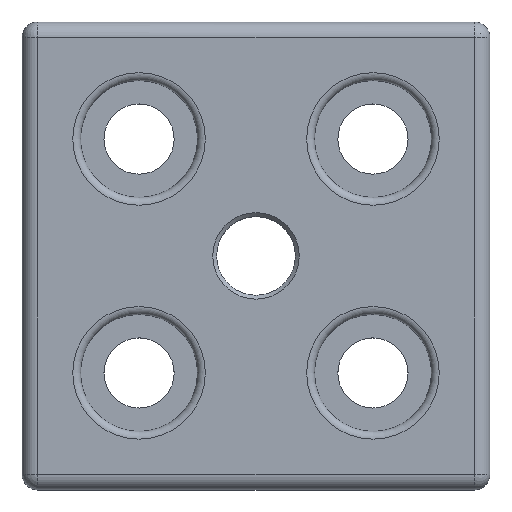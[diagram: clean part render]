
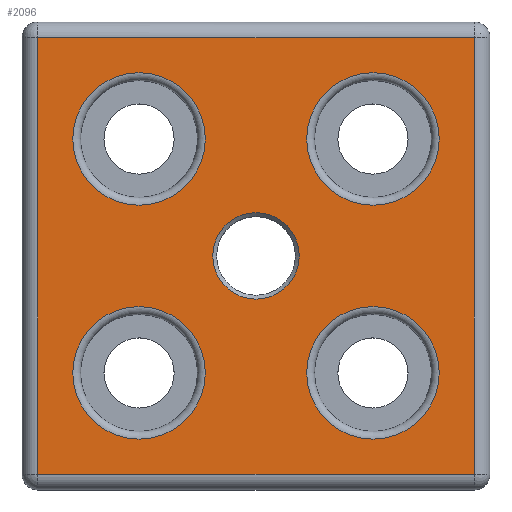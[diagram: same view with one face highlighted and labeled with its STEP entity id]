
A CAD part, top view. The second image highlights one B-rep face of the part: STEP entity #2096.
In plain terms, the highlighted planar face has unit normal (0, 0, 1).
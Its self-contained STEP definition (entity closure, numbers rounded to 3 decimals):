
#15=FACE_BOUND('',#586,.T.);
#16=FACE_BOUND('',#587,.T.);
#17=FACE_BOUND('',#588,.T.);
#18=FACE_BOUND('',#589,.T.);
#19=FACE_BOUND('',#590,.T.);
#33=PLANE('',#2361);
#160=LINE('',#4008,#274);
#161=LINE('',#4010,#275);
#162=LINE('',#4011,#276);
#163=LINE('',#4012,#277);
#274=VECTOR('',#2858,1000.);
#275=VECTOR('',#2859,1000.);
#276=VECTOR('',#2860,1000.);
#277=VECTOR('',#2861,1000.);
#449=FACE_OUTER_BOUND('',#585,.T.);
#585=EDGE_LOOP('',(#1583,#1584,#1585,#1586));
#586=EDGE_LOOP('',(#1587));
#587=EDGE_LOOP('',(#1588));
#588=EDGE_LOOP('',(#1589));
#589=EDGE_LOOP('',(#1590));
#590=EDGE_LOOP('',(#1591));
#695=CIRCLE('',#2209,8.5);
#699=CIRCLE('',#2214,8.5);
#703=CIRCLE('',#2219,8.5);
#707=CIRCLE('',#2224,8.5);
#775=CIRCLE('',#2305,5.55);
#878=VERTEX_POINT('',#3238);
#881=VERTEX_POINT('',#3246);
#884=VERTEX_POINT('',#3254);
#887=VERTEX_POINT('',#3262);
#890=VERTEX_POINT('',#3270);
#893=VERTEX_POINT('',#3277);
#900=VERTEX_POINT('',#3291);
#958=VERTEX_POINT('',#3869);
#1004=VERTEX_POINT('',#4009);
#1073=EDGE_CURVE('',#878,#878,#695,.T.);
#1077=EDGE_CURVE('',#881,#881,#699,.T.);
#1081=EDGE_CURVE('',#884,#884,#703,.T.);
#1085=EDGE_CURVE('',#887,#887,#707,.T.);
#1159=EDGE_CURVE('',#958,#958,#775,.T.);
#1228=EDGE_CURVE('',#900,#890,#160,.T.);
#1229=EDGE_CURVE('',#1004,#900,#161,.T.);
#1230=EDGE_CURVE('',#893,#1004,#162,.T.);
#1231=EDGE_CURVE('',#890,#893,#163,.T.);
#1583=ORIENTED_EDGE('',*,*,#1228,.F.);
#1584=ORIENTED_EDGE('',*,*,#1229,.F.);
#1585=ORIENTED_EDGE('',*,*,#1230,.F.);
#1586=ORIENTED_EDGE('',*,*,#1231,.F.);
#1587=ORIENTED_EDGE('',*,*,#1159,.F.);
#1588=ORIENTED_EDGE('',*,*,#1073,.F.);
#1589=ORIENTED_EDGE('',*,*,#1077,.F.);
#1590=ORIENTED_EDGE('',*,*,#1081,.F.);
#1591=ORIENTED_EDGE('',*,*,#1085,.F.);
#2096=ADVANCED_FACE('',(#449,#15,#16,#17,#18,#19),#33,.F.);
#2209=AXIS2_PLACEMENT_3D('',#3239,#2516,#2517);
#2214=AXIS2_PLACEMENT_3D('',#3247,#2526,#2527);
#2219=AXIS2_PLACEMENT_3D('',#3255,#2536,#2537);
#2224=AXIS2_PLACEMENT_3D('',#3263,#2546,#2547);
#2305=AXIS2_PLACEMENT_3D('',#3871,#2709,#2710);
#2361=AXIS2_PLACEMENT_3D('',#4007,#2856,#2857);
#2516=DIRECTION('center_axis',(0.,0.,1.));
#2517=DIRECTION('ref_axis',(1.,0.,0.));
#2526=DIRECTION('center_axis',(0.,0.,
1.));
#2527=DIRECTION('ref_axis',(1.,0.,0.));
#2536=DIRECTION('center_axis',(0.,0.,
1.));
#2537=DIRECTION('ref_axis',(1.,0.,0.));
#2546=DIRECTION('center_axis',(0.,0.,1.));
#2547=DIRECTION('ref_axis',(1.,0.,0.));
#2709=DIRECTION('center_axis',(0.,0.,1.));
#2710=DIRECTION('ref_axis',(1.,0.,0.));
#2856=DIRECTION('center_axis',(0.,0.,-1.));
#2857=DIRECTION('ref_axis',(-1.,0.,0.));
#2858=DIRECTION('',(0.,-1.,0.));
#2859=DIRECTION('',(1.,0.,0.));
#2860=DIRECTION('',(0.,1.,0.));
#2861=DIRECTION('',(-1.,0.,0.));
#3238=CARTESIAN_POINT('',(-6.5,-15.,12.));
#3239=CARTESIAN_POINT('Origin',(-15.,-15.,12.));
#3246=CARTESIAN_POINT('',(23.5,-15.,12.));
#3247=CARTESIAN_POINT('Origin',(15.,-15.,12.));
#3254=CARTESIAN_POINT('',(23.5,15.,12.));
#3255=CARTESIAN_POINT('Origin',(15.,15.,12.));
#3262=CARTESIAN_POINT('',(-6.5,15.,12.));
#3263=CARTESIAN_POINT('Origin',(-15.,15.,12.));
#3270=CARTESIAN_POINT('',(28.,-28.,12.));
#3277=CARTESIAN_POINT('',(-28.,-28.,12.));
#3291=CARTESIAN_POINT('',(28.,28.,12.));
#3869=CARTESIAN_POINT('',(-5.55,0.,12.));
#3871=CARTESIAN_POINT('Origin',(0.,0.,12.));
#4007=CARTESIAN_POINT('Origin',(30.,30.,12.));
#4008=CARTESIAN_POINT('',(28.,30.,12.));
#4009=CARTESIAN_POINT('',(-28.,28.,12.));
#4010=CARTESIAN_POINT('',(30.,28.,12.));
#4011=CARTESIAN_POINT('',(-28.,30.,12.));
#4012=CARTESIAN_POINT('',(30.,-28.,12.));
